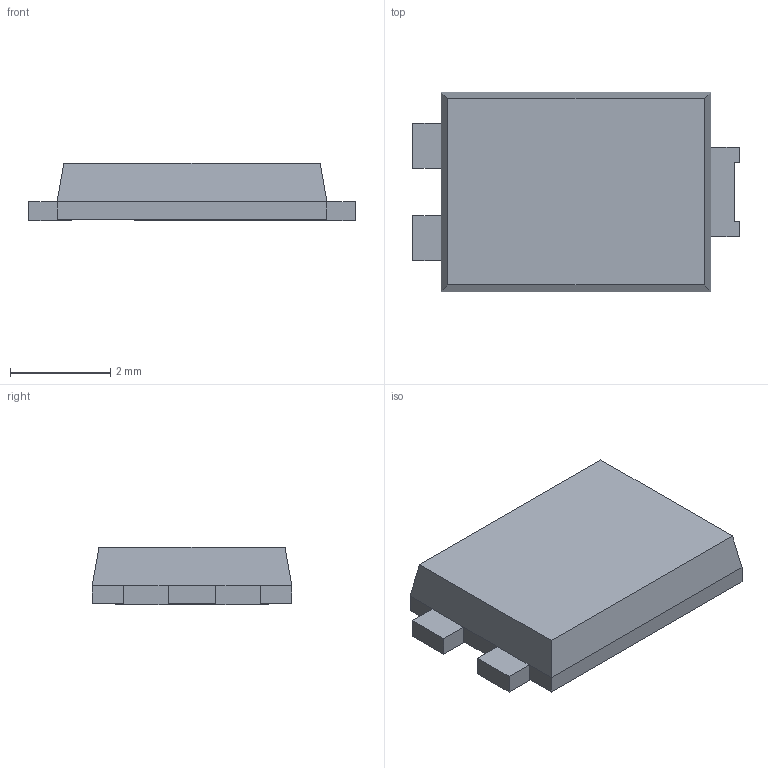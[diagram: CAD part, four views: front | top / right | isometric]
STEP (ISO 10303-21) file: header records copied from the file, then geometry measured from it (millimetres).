
FILE_DESCRIPTION((''),'2;1');
FILE_NAME('DIODES-INC_POWERDI 5.stp','2013-03-06T11:21:05',(''),(''),'Mechanical Desktop 2011','Mechanical Desktop 2011',', , ');
FILE_SCHEMA(('AUTOMOTIVE_DESIGN { 1 2 10303 214 1 1 1 1 }'));
Length unit declared in the file: millimetre
Products named in the file (1): Product
Bounding box: 6.5 x 3.98 x 1.15 mm (x, y, z)
Volume: 24.1 mm3; surface area: 100.9 mm2
Topology: 4 solids, 4 shells, 55 faces, 131 edges, 84 vertices
Faces by surface type: plane 55
Entity records: 1594 total; most frequent: CARTESIAN_POINT 271, ORIENTED_EDGE 262, DIRECTION 243, VECTOR 131, LINE 131, EDGE_CURVE 131, VERTEX_POINT 84, AXIS2_PLACEMENT_3D 56
